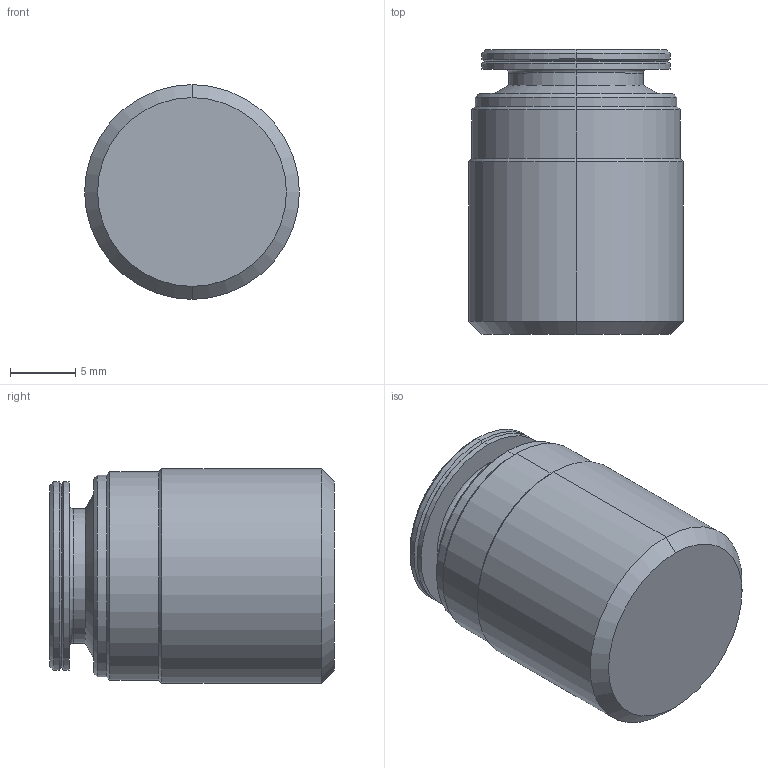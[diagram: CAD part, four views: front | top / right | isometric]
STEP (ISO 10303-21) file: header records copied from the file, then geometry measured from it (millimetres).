
FILE_DESCRIPTION (( 'STEP AP203' ), '1' );
FILE_NAME ('MM300050.STEP', '2010-08-06T08:11:18', ( '' ), ( 'sopra-pneumatic' ), 'SwSTEP 2.0', 'SolidWorks 2009', '' );
FILE_SCHEMA (( 'CONFIG_CONTROL_DESIGN' ));
Length unit declared in the file: millimetre
Products named in the file (1): MM300050
Bounding box: 16.5 x 21.87 x 16.5 mm (x, y, z)
Volume: 2843.8 mm3; surface area: 2168.5 mm2
Topology: 1 solids, 1 shells, 48 faces, 96 edges, 53 vertices
Faces by surface type: cone 24, cylinder 16, plane 6, torus 2
Entity records: 1297 total; most frequent: DIRECTION 246, CARTESIAN_POINT 196, ORIENTED_EDGE 188, AXIS2_PLACEMENT_3D 103, EDGE_CURVE 94, CIRCLE 54, VERTEX_POINT 53, EDGE_LOOP 53
